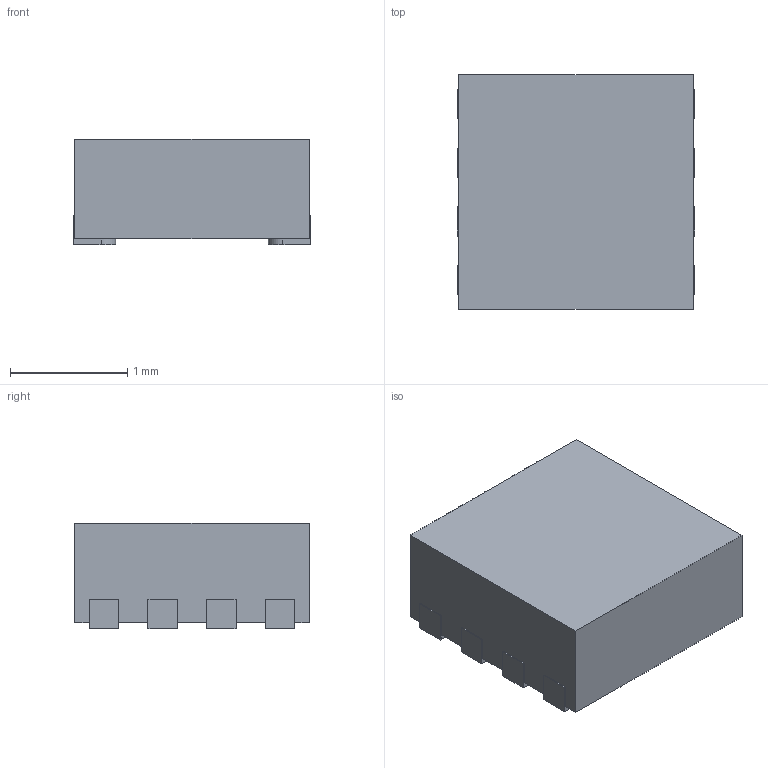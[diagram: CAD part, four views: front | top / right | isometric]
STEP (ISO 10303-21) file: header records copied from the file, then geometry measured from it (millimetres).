
FILE_DESCRIPTION(/* description */ (''),/* implementation_level */ '2;1');
FILE_NAME(/* name */ 'MLF Package v1.step',/* time_stamp */ '2019-03-04T22:21:33-05:00',/* author */ ('abrahamtr'),/* organization */ (''),/* preprocessor_version */ 'ST-DEVELOPER v17.2',/* originating_system */ 'Autodesk Translation Framework v7.6.0.251',/* authorisation */ '');
FILE_SCHEMA (('AUTOMOTIVE_DESIGN { 1 0 10303 214 3 1 1 }'));
Length unit declared in the file: millimetre
Products named in the file (1): MLF Package
Bounding box: 2.02 x 2 x 0.9 mm (x, y, z)
Volume: 3.4 mm3; surface area: 15.3 mm2
Topology: 1 solids, 1 shells, 58 faces, 164 edges, 108 vertices
Faces by surface type: plane 50, cylinder 8
Entity records: 1905 total; most frequent: CARTESIAN_POINT 331, ORIENTED_EDGE 328, DIRECTION 298, EDGE_CURVE 164, LINE 148, VECTOR 148, VERTEX_POINT 108, AXIS2_PLACEMENT_3D 75
